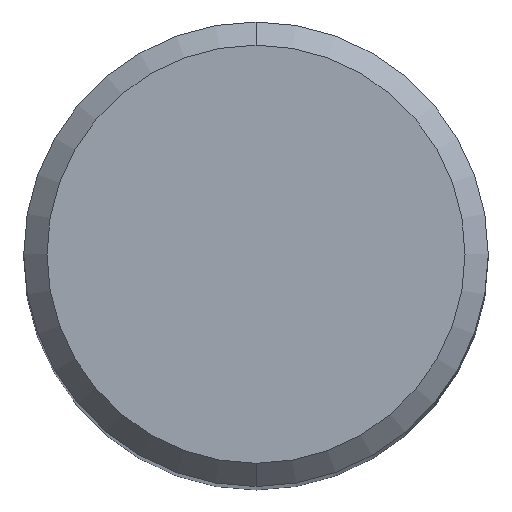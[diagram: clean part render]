
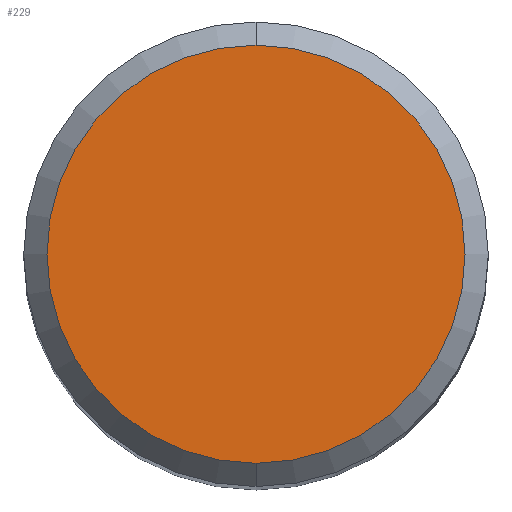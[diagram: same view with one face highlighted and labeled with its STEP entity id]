
A CAD part, top view. The second image highlights one B-rep face of the part: STEP entity #229.
In plain terms, the highlighted planar face has unit normal (0, 0, 1).
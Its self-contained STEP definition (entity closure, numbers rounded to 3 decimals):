
#229=ADVANCED_FACE('',(#548),#549,.T.);
#233=EDGE_CURVE('',#471,#357,#553,.T.);
#317=EDGE_CURVE('',#357,#471,#647,.T.);
#357=VERTEX_POINT('',#693);
#471=VERTEX_POINT('',#818);
#548=FACE_OUTER_BOUND('',#947,.T.);
#549=PLANE('',#948);
#553=CIRCLE('',#953,4.5);
#647=CIRCLE('',#1184,4.5);
#693=CARTESIAN_POINT('',(0.,-4.5,0.0));
#818=CARTESIAN_POINT('',(0.0,4.5,0.0));
#947=EDGE_LOOP('',(#1566,#1567));
#948=AXIS2_PLACEMENT_3D('',#1568,#1569,#1570);
#953=AXIS2_PLACEMENT_3D('',#1571,#1572,#1573);
#1184=AXIS2_PLACEMENT_3D('',#1702,#1703,#1704);
#1566=ORIENTED_EDGE('',*,*,#233,.F.);
#1567=ORIENTED_EDGE('',*,*,#317,.F.);
#1568=CARTESIAN_POINT('',(0.0,2.25,0.0));
#1569=DIRECTION('',(-0.0,0.0,1.0));
#1570=DIRECTION('',(0.0,-1.0,0.0));
#1571=CARTESIAN_POINT('',(0.0,0.0,0.0));
#1572=DIRECTION('',(0.0,0.0,-1.0));
#1573=DIRECTION('',(0.0,1.0,0.0));
#1702=CARTESIAN_POINT('',(0.0,0.0,0.0));
#1703=DIRECTION('',(0.0,0.0,-1.0));
#1704=DIRECTION('',(0.0,1.0,0.0));
